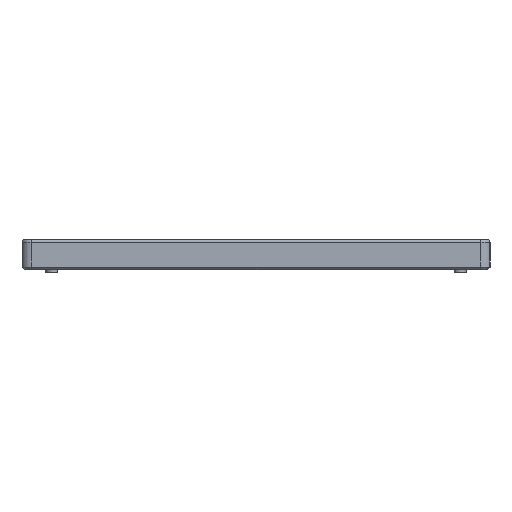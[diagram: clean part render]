
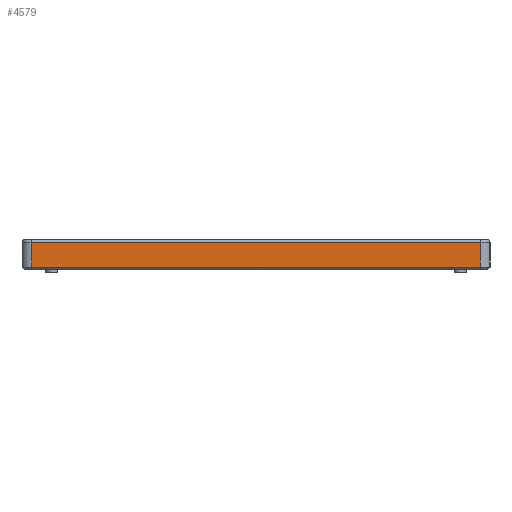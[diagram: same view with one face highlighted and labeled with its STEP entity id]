
A CAD part, left-side view. The second image highlights one B-rep face of the part: STEP entity #4579.
In plain terms, the highlighted planar face has unit normal (-1, 0, 0).
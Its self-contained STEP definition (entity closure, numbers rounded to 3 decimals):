
#284=FACE_OUTER_BOUND('',#571,.T.);
#571=EDGE_LOOP('',(#3496,#3497,#3498,#3499));
#1173=LINE('',#7302,#1617);
#1180=LINE('',#7323,#1624);
#1182=LINE('',#7329,#1626);
#1183=LINE('',#7330,#1627);
#1617=VECTOR('',#5847,10.);
#1624=VECTOR('',#5872,10.);
#1626=VECTOR('',#5878,10.);
#1627=VECTOR('',#5879,10.);
#2108=VERTEX_POINT('',#7296);
#2109=VERTEX_POINT('',#7300);
#2114=VERTEX_POINT('',#7322);
#2116=VERTEX_POINT('',#7328);
#2608=EDGE_CURVE('',#2108,#2109,#1173,.T.);
#2618=EDGE_CURVE('',#2109,#2114,#1180,.T.);
#2621=EDGE_CURVE('',#2108,#2116,#1182,.T.);
#2622=EDGE_CURVE('',#2114,#2116,#1183,.T.);
#3496=ORIENTED_EDGE('',*,*,#2608,.F.);
#3497=ORIENTED_EDGE('',*,*,#2621,.T.);
#3498=ORIENTED_EDGE('',*,*,#2622,.F.);
#3499=ORIENTED_EDGE('',*,*,#2618,.F.);
#4411=PLANE('',#4987);
#4579=ADVANCED_FACE('',(#284),#4411,.T.);
#4987=AXIS2_PLACEMENT_3D('',#7327,#5876,#5877);
#5847=DIRECTION('',(0.,1.,0.));
#5872=DIRECTION('',(0.,0.,1.));
#5876=DIRECTION('center_axis',(-1.,0.,0.));
#5877=DIRECTION('ref_axis',(0.,-1.,0.));
#5878=DIRECTION('',(0.,0.,1.));
#5879=DIRECTION('',(0.,-1.,0.));
#7296=CARTESIAN_POINT('',(65.963,-134.638,0.75));
#7300=CARTESIAN_POINT('',(65.963,6.051,0.75));
#7302=CARTESIAN_POINT('',(65.963,-29.122,0.75));
#7322=CARTESIAN_POINT('',(65.963,6.051,8.5));
#7323=CARTESIAN_POINT('',(65.963,6.051,0.));
#7327=CARTESIAN_POINT('Origin',(65.963,6.051,0.));
#7328=CARTESIAN_POINT('',(65.963,-134.638,8.5));
#7329=CARTESIAN_POINT('',(65.963,-134.638,0.));
#7330=CARTESIAN_POINT('',(65.963,-29.122,8.5));
